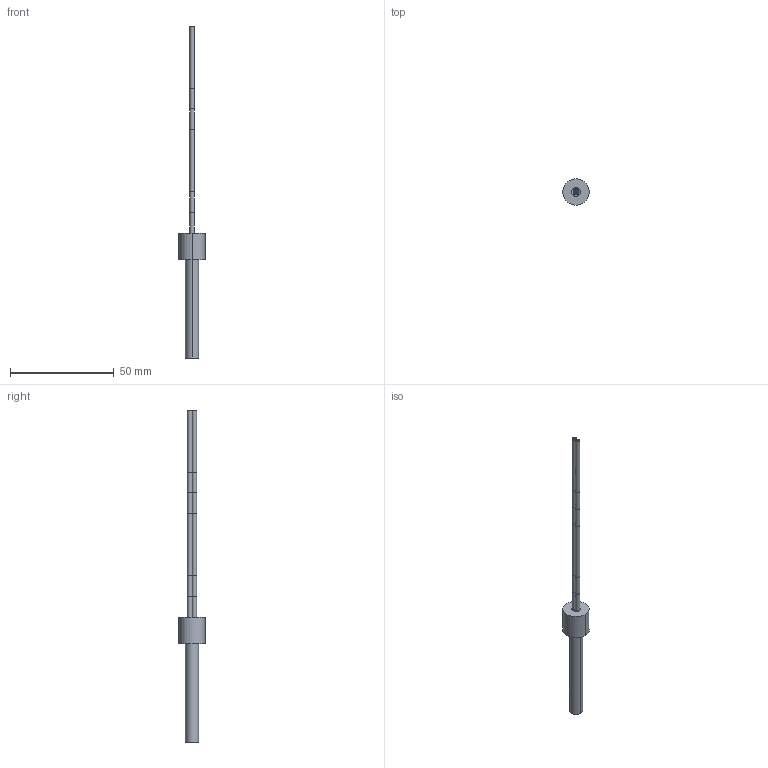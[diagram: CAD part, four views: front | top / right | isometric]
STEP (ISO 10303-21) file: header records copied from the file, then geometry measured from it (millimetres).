
FILE_DESCRIPTION((''),'2;1');
FILE_NAME('193412_ASM','2016-02-17T',('pdmadmin'),(''),'PRO/ENGINEER BY PARAMETRIC TECHNOLOGY CORPORATION, 2013230','PRO/ENGINEER BY PARAMETRIC TECHNOLOGY CORPORATION, 2013230','');
FILE_SCHEMA(('CONFIG_CONTROL_DESIGN'));
Length unit declared in the file: inch
Products named in the file (7): 15737; 10147; FIBER_CORE_1MM; 10147_BARE_CORE67; 10147_ASM; 27437_ASM; 193412_ASM
Assembly tree (9 placements, depth 4):
  193412_ASM
    27437_ASM
      15737
      10147_ASM
        10147
        FIBER_CORE_1MM  x2
        10147_BARE_CORE67  x2
      10147
Bounding box: 12.7 x 12.7 x 160.2 mm (x, y, z)
Volume: 3445.6 mm3; surface area: 4541.5 mm2
Topology: 7 solids, 7 shells, 81 faces, 162 edges, 96 vertices
Faces by surface type: cylinder 48, plane 15, bspline 8, torus 8, cone 2
Entity records: 1598 total; most frequent: CARTESIAN_POINT 369, DIRECTION 284, ORIENTED_EDGE 188, AXIS2_PLACEMENT_3D 127, EDGE_CURVE 94, CIRCLE 60, VERTEX_POINT 56, EDGE_LOOP 54
